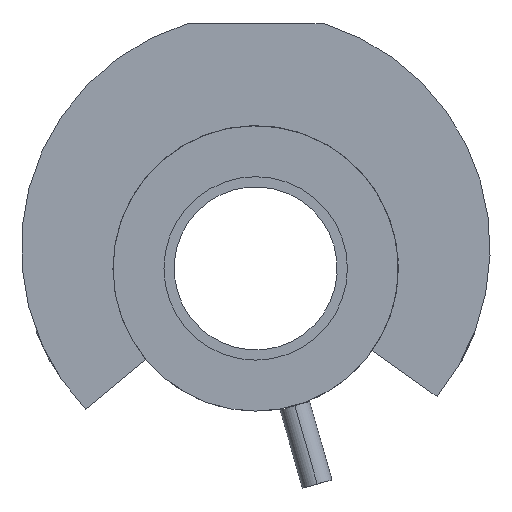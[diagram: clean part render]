
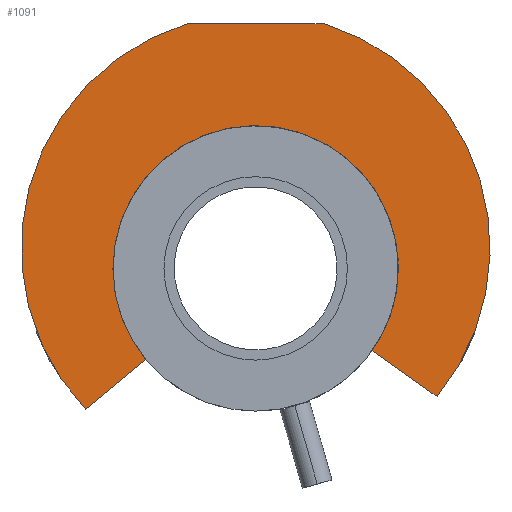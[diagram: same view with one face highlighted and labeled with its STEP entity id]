
A CAD part, front view. The second image highlights one B-rep face of the part: STEP entity #1091.
In plain terms, the highlighted planar face has unit normal (0, -1, 0).
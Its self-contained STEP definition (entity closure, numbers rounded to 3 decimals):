
#235 = CARTESIAN_POINT ( 'NONE',  ( -39.12, 4.323, -8.787 ) ) ;
#298 = DIRECTION ( 'NONE',  ( 0., 0., 1. ) ) ;
#299 = DIRECTION ( 'NONE',  ( 0., 1., 0. ) ) ;
#300 = CARTESIAN_POINT ( 'NONE',  ( -48.016, 4.323, -1.5 ) ) ;
#318 = CARTESIAN_POINT ( 'NONE',  ( -53.398, 4.323, -6.976 ) ) ;
#323 = DIRECTION ( 'NONE',  ( -0.769, 0., -0.639 ) ) ;
#545 = DIRECTION ( 'NONE',  ( 0., -1., 0. ) ) ;
#546 = DIRECTION ( 'NONE',  ( 0., 0., 1. ) ) ;
#549 = CARTESIAN_POINT ( 'NONE',  ( -48.016, 4.323, -2.5 ) ) ;
#563 = DIRECTION ( 'NONE',  ( -0.817, 0., 0.577 ) ) ;
#565 = CARTESIAN_POINT ( 'NONE',  ( -42.3, 4.323, -6.54 ) ) ;
#600 = DIRECTION ( 'NONE',  ( 0., 1., 0. ) ) ;
#601 = DIRECTION ( 'NONE',  ( 0., 0., 1. ) ) ;
#603 = DIRECTION ( 'NONE',  ( -1., 0., 0. ) ) ;
#604 = CARTESIAN_POINT ( 'NONE',  ( -48.016, 4.323, -1.5 ) ) ;
#606 = CARTESIAN_POINT ( 'NONE',  ( -48.016, 4.323, 9.5 ) ) ;
#622 = CARTESIAN_POINT ( 'NONE',  ( -44.662, 4.323, 9.5 ) ) ;
#624 = CARTESIAN_POINT ( 'NONE',  ( -51.37, 4.323, 9.5 ) ) ;
#659 = CARTESIAN_POINT ( 'NONE',  ( -56.346, 4.323, -9.428 ) ) ;
#724 = CARTESIAN_POINT ( 'NONE',  ( -42.3, 4.323, -6.54 ) ) ;
#814 = ORIENTED_EDGE ( 'NONE', *, *, #2457, .F. ) ;
#892 = VERTEX_POINT ( 'NONE', #1511 ) ;
#919 = ORIENTED_EDGE ( 'NONE', *, *, #2488, .F. ) ;
#980 = ORIENTED_EDGE ( 'NONE', *, *, #2482, .T. ) ;
#996 = ORIENTED_EDGE ( 'NONE', *, *, #2480, .F. ) ;
#1050 = ORIENTED_EDGE ( 'NONE', *, *, #2487, .F. ) ;
#1091 = ADVANCED_FACE ( 'NONE', ( #2038 ), #1448, .F. ) ;
#1100 = VERTEX_POINT ( 'NONE', #724 ) ;
#1122 = VERTEX_POINT ( 'NONE', #235 ) ;
#1152 = VERTEX_POINT ( 'NONE', #659 ) ;
#1172 = EDGE_LOOP ( 'NONE', ( #814, #980, #996, #1421, #919, #1050 ) ) ;
#1233 = VERTEX_POINT ( 'NONE', #624 ) ;
#1294 = VERTEX_POINT ( 'NONE', #622 ) ;
#1421 = ORIENTED_EDGE ( 'NONE', *, *, #2452, .F. ) ;
#1438 = DIRECTION ( 'NONE',  ( 0., 0., 1. ) ) ;
#1439 = DIRECTION ( 'NONE',  ( 0., 1., 0. ) ) ;
#1440 = CARTESIAN_POINT ( 'NONE',  ( -48.016, 4.323, -2.5 ) ) ;
#1448 = PLANE ( 'NONE',  #2370 ) ;
#1511 = CARTESIAN_POINT ( 'NONE',  ( -53.398, 4.323, -6.976 ) ) ;
#2038 = FACE_OUTER_BOUND ( 'NONE', #1172, .T. ) ;
#2370 = AXIS2_PLACEMENT_3D ( 'NONE', #1440, #1439, #1438 ) ;
#2452 = EDGE_CURVE ( 'NONE', #892, #1152, #2634, .T. ) ;
#2457 = EDGE_CURVE ( 'NONE', #1294, #1122, #2650, .T. ) ;
#2480 = EDGE_CURVE ( 'NONE', #1152, #1233, #2684, .T. ) ;
#2482 = EDGE_CURVE ( 'NONE', #1294, #1233, #2690, .T. ) ;
#2487 = EDGE_CURVE ( 'NONE', #1122, #1100, #2698, .T. ) ;
#2488 = EDGE_CURVE ( 'NONE', #1100, #892, #2699, .T. ) ;
#2634 = LINE ( 'NONE', #318, #2644 ) ;
#2644 = VECTOR ( 'NONE', #323, 1000. ) ;
#2650 = CIRCLE ( 'NONE', #2801, 11.5 ) ;
#2684 = CIRCLE ( 'NONE', #2795, 11.5 ) ;
#2690 = LINE ( 'NONE', #606, #2694 ) ;
#2694 = VECTOR ( 'NONE', #603, 1000. ) ;
#2698 = LINE ( 'NONE', #565, #2702 ) ;
#2699 = CIRCLE ( 'NONE', #2790, 7. ) ;
#2702 = VECTOR ( 'NONE', #563, 1000. ) ;
#2790 = AXIS2_PLACEMENT_3D ( 'NONE', #549, #545, #546 ) ;
#2795 = AXIS2_PLACEMENT_3D ( 'NONE', #604, #600, #601 ) ;
#2801 = AXIS2_PLACEMENT_3D ( 'NONE', #300, #299, #298 ) ;
